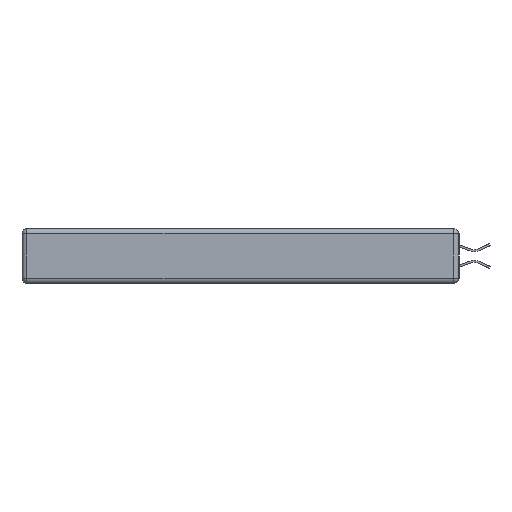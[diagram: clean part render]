
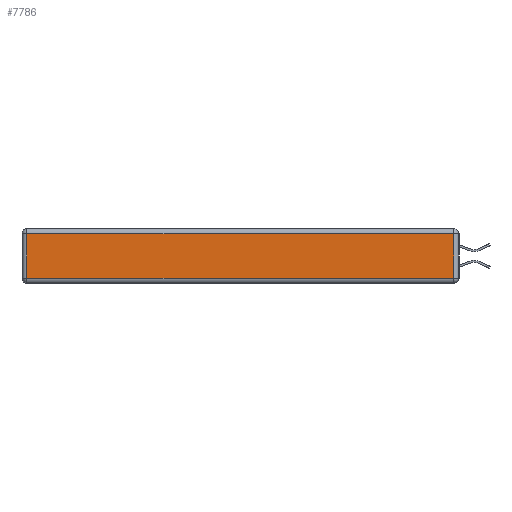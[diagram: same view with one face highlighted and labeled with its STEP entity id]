
A CAD part, left-side view. The second image highlights one B-rep face of the part: STEP entity #7786.
In plain terms, the highlighted planar face has unit normal (-1, 0, 0).
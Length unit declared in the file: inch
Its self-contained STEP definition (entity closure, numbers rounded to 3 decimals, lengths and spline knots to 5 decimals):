
#800 = DIRECTION ( 'NONE',  ( 0., 1., 0. ) ) ;
#1016 = DIRECTION ( 'NONE',  ( 0., -1., 0. ) ) ;
#1027 = CARTESIAN_POINT ( 'NONE',  ( 0., 0.03, -0.343 ) ) ;
#1143 = EDGE_CURVE ( 'NONE', #4635, #5070, #4853, .T. ) ;
#2040 = CARTESIAN_POINT ( 'NONE',  ( 0., 0., -0.313 ) ) ;
#2767 = DIRECTION ( 'NONE',  ( -1., 0., 0. ) ) ;
#3089 = LINE ( 'NONE', #1027, #4945 ) ;
#3239 = CARTESIAN_POINT ( 'NONE',  ( 0., 2.75, -0.03 ) ) ;
#3606 = LINE ( 'NONE', #2040, #8308 ) ;
#4080 = DIRECTION ( 'NONE',  ( 0., 0., 1. ) ) ;
#4090 = EDGE_CURVE ( 'NONE', #5070, #8067, #3606, .T. ) ;
#4466 = VECTOR ( 'NONE', #800, 39.37008 ) ;
#4635 = VERTEX_POINT ( 'NONE', #12993 ) ;
#4736 = ORIENTED_EDGE ( 'NONE', *, *, #11444, .T. ) ;
#4853 = LINE ( 'NONE', #5784, #12677 ) ;
#4945 = VECTOR ( 'NONE', #12834, 39.37008 ) ;
#5065 = PLANE ( 'NONE',  #7342 ) ;
#5070 = VERTEX_POINT ( 'NONE', #6002 ) ;
#5784 = CARTESIAN_POINT ( 'NONE',  ( 0., 2.72, -0.343 ) ) ;
#5890 = DIRECTION ( 'NONE',  ( 0., 0., -1. ) ) ;
#6002 = CARTESIAN_POINT ( 'NONE',  ( 0., 2.72, -0.313 ) ) ;
#6122 = CARTESIAN_POINT ( 'NONE',  ( 0., 0.03, -0.313 ) ) ;
#6462 = FACE_OUTER_BOUND ( 'NONE', #11664, .T. ) ;
#7342 = AXIS2_PLACEMENT_3D ( 'NONE', #13398, #2767, #4080 ) ;
#7626 = ORIENTED_EDGE ( 'NONE', *, *, #9500, .T. ) ;
#7776 = CARTESIAN_POINT ( 'NONE',  ( 0., 0.03, -0.03 ) ) ;
#7786 = ADVANCED_FACE ( 'NONE', ( #6462 ), #5065, .T. ) ;
#8067 = VERTEX_POINT ( 'NONE', #6122 ) ;
#8308 = VECTOR ( 'NONE', #1016, 39.37008 ) ;
#9500 = EDGE_CURVE ( 'NONE', #8067, #11048, #3089, .T. ) ;
#9549 = ORIENTED_EDGE ( 'NONE', *, *, #4090, .T. ) ;
#10139 = LINE ( 'NONE', #3239, #4466 ) ;
#11048 = VERTEX_POINT ( 'NONE', #7776 ) ;
#11116 = ORIENTED_EDGE ( 'NONE', *, *, #1143, .T. ) ;
#11444 = EDGE_CURVE ( 'NONE', #11048, #4635, #10139, .T. ) ;
#11664 = EDGE_LOOP ( 'NONE', ( #9549, #7626, #4736, #11116 ) ) ;
#12677 = VECTOR ( 'NONE', #5890, 39.37008 ) ;
#12834 = DIRECTION ( 'NONE',  ( 0., 0., 1. ) ) ;
#12993 = CARTESIAN_POINT ( 'NONE',  ( 0., 2.72, -0.03 ) ) ;
#13398 = CARTESIAN_POINT ( 'NONE',  ( 0., 0., -0.343 ) ) ;
